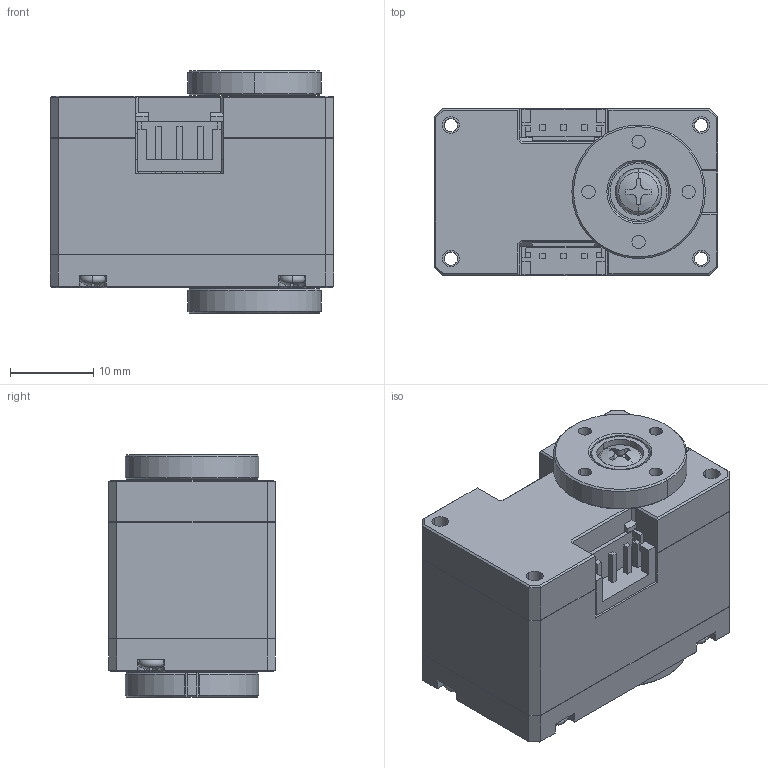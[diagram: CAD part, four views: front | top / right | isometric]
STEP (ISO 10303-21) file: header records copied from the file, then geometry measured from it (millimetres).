
FILE_DESCRIPTION(('STEP AP214'),'1');
FILE_NAME('XC330-T288-T.stp','2025-05-19T12:05:53',(' '),(' '),'Spatial InterOp 3D',' ',' ');
FILE_SCHEMA(('AUTOMOTIVE_DESIGN { 1 0 10303 214 1 1 1 1 }'));
Length unit declared in the file: millimetre
Products named in the file (16): XC330_right_1; B3B-EH; BTS2_M2_6X8; DC15_A01_IDLE_CAP_DUMMY; DC15_A01_HORN_IDLE2_DUMMY; PHS_1_7X20_5_DC10; DC15_A01_LED_CAP2_DUMMY; DC15_A01_HORN_DUMMY; DC15_A01_CASE_B_DUMMY; DC15_A01_CASE_F_DUMMY; DC15_A01_CASE_M_DUMMY
Assembly tree (31 placements, depth 2):
  XC330_right_1
    B3B-EH  x2
    BTS2_M2_6X8  x2
    BTS2_M2_6X8  x2
    BTS2_M2_6X8  x2
    DC15_A01_IDLE_CAP_DUMMY
    DC15_A01_HORN_IDLE2_DUMMY
    PHS_1_7X20_5_DC10  x4
    PHS_1_7X20_5_DC10  x4
    PHS_1_7X20_5_DC10  x4
    PHS_1_7X20_5_DC10  x4
    DC15_A01_LED_CAP2_DUMMY
    DC15_A01_HORN_DUMMY
    DC15_A01_CASE_B_DUMMY
    DC15_A01_CASE_F_DUMMY
    DC15_A01_CASE_M_DUMMY
Bounding box: 34 x 20 x 29 mm (x, y, z)
Volume: 15864.5 mm3; surface area: 11145.8 mm2
Topology: 15 solids, 31 shells, 743 faces, 1904 edges, 1252 vertices
Faces by surface type: plane 452, cylinder 211, cone 48, torus 20, sphere 12
Entity records: 21986 total; most frequent: CARTESIAN_POINT 3206, DIRECTION 2950, ORIENTED_EDGE 2820, EDGE_CURVE 1420, LINE 984, VECTOR 984, AXIS2_PLACEMENT_3D 983, VERTEX_POINT 920
